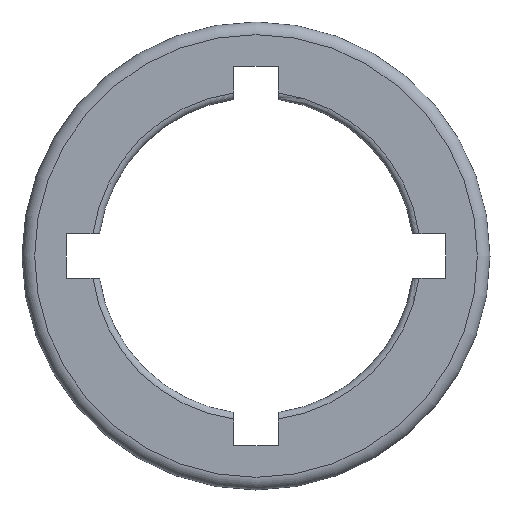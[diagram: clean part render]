
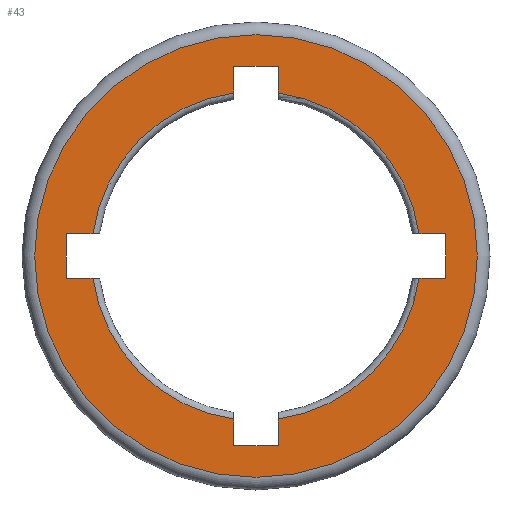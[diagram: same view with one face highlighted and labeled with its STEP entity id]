
A CAD part, left-side view. The second image highlights one B-rep face of the part: STEP entity #43.
In plain terms, the highlighted planar face has unit normal (-1, 0, 0).
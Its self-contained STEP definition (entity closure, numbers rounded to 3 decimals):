
#10 = EDGE_CURVE ( 'NONE', #19, #216, #1000, .T. ) ;
#15 = CARTESIAN_POINT ( 'NONE',  ( -15.5, 0., 0. ) ) ;
#19 = VERTEX_POINT ( 'NONE', #243 ) ;
#24 = CARTESIAN_POINT ( 'NONE',  ( -15.5, -30., -3.5 ) ) ;
#25 = CIRCLE ( 'NONE', #166, 26. ) ;
#31 = DIRECTION ( 'NONE',  ( 0., -1., 0. ) ) ;
#43 = ADVANCED_FACE ( 'NONE', ( #532, #916 ), #412, .F. ) ;
#64 = CARTESIAN_POINT ( 'NONE',  ( -15.5, 30., 3.5 ) ) ;
#67 = ORIENTED_EDGE ( 'NONE', *, *, #1010, .T. ) ;
#87 = ORIENTED_EDGE ( 'NONE', *, *, #869, .F. ) ;
#88 = DIRECTION ( 'NONE',  ( 0., 0., -1. ) ) ;
#97 = ORIENTED_EDGE ( 'NONE', *, *, #575, .T. ) ;
#110 = CARTESIAN_POINT ( 'NONE',  ( -15.5, 3.5, -30. ) ) ;
#113 = ORIENTED_EDGE ( 'NONE', *, *, #992, .T. ) ;
#154 = VERTEX_POINT ( 'NONE', #459 ) ;
#160 = VERTEX_POINT ( 'NONE', #939 ) ;
#163 = CARTESIAN_POINT ( 'NONE',  ( -15.5, 3.5, 25.763 ) ) ;
#166 = AXIS2_PLACEMENT_3D ( 'NONE', #943, #206, #541 ) ;
#171 = EDGE_CURVE ( 'NONE', #502, #955, #692, .T. ) ;
#175 = DIRECTION ( 'NONE',  ( 0., 0., 1. ) ) ;
#176 = ORIENTED_EDGE ( 'NONE', *, *, #10, .F. ) ;
#190 = ORIENTED_EDGE ( 'NONE', *, *, #1063, .T. ) ;
#206 = DIRECTION ( 'NONE',  ( -1., 0., 0. ) ) ;
#207 = VECTOR ( 'NONE', #299, 1000. ) ;
#216 = VERTEX_POINT ( 'NONE', #437 ) ;
#218 = DIRECTION ( 'NONE',  ( 0., 0., -1. ) ) ;
#226 = CARTESIAN_POINT ( 'NONE',  ( -15.5, -30., -3.5 ) ) ;
#228 = EDGE_LOOP ( 'NONE', ( #895 ) ) ;
#229 = CARTESIAN_POINT ( 'NONE',  ( -15.5, -30., 3.5 ) ) ;
#234 = VECTOR ( 'NONE', #1017, 1000. ) ;
#243 = CARTESIAN_POINT ( 'NONE',  ( -15.5, -3.5, -25.763 ) ) ;
#248 = VERTEX_POINT ( 'NONE', #867 ) ;
#254 = CARTESIAN_POINT ( 'NONE',  ( -15.5, 3.5, -30. ) ) ;
#261 = ORIENTED_EDGE ( 'NONE', *, *, #736, .T. ) ;
#264 = CARTESIAN_POINT ( 'NONE',  ( -15.5, 30., -3.5 ) ) ;
#268 = VECTOR ( 'NONE', #481, 1000. ) ;
#269 = CARTESIAN_POINT ( 'NONE',  ( -15.5, -3.5, 30. ) ) ;
#299 = DIRECTION ( 'NONE',  ( 0., 1., 0. ) ) ;
#302 = AXIS2_PLACEMENT_3D ( 'NONE', #421, #695, #615 ) ;
#311 = ORIENTED_EDGE ( 'NONE', *, *, #1026, .T. ) ;
#316 = VERTEX_POINT ( 'NONE', #485 ) ;
#330 = VERTEX_POINT ( 'NONE', #807 ) ;
#335 = DIRECTION ( 'NONE',  ( 0., 1., 0. ) ) ;
#338 = DIRECTION ( 'NONE',  ( 1., 0., 0. ) ) ;
#342 = VERTEX_POINT ( 'NONE', #64 ) ;
#354 = DIRECTION ( 'NONE',  ( 0., 0., 1. ) ) ;
#357 = VECTOR ( 'NONE', #601, 1000. ) ;
#358 = EDGE_CURVE ( 'NONE', #248, #316, #25, .T. ) ;
#381 = LINE ( 'NONE', #462, #783 ) ;
#385 = LINE ( 'NONE', #254, #548 ) ;
#387 = CARTESIAN_POINT ( 'NONE',  ( -15.5, -3.5, -30. ) ) ;
#412 = PLANE ( 'NONE',  #701 ) ;
#413 = CARTESIAN_POINT ( 'NONE',  ( -15.5, -30., -3.5 ) ) ;
#421 = CARTESIAN_POINT ( 'NONE',  ( -15.5, 0., 0. ) ) ;
#422 = AXIS2_PLACEMENT_3D ( 'NONE', #636, #1044, #619 ) ;
#424 = LINE ( 'NONE', #831, #529 ) ;
#427 = VERTEX_POINT ( 'NONE', #163 ) ;
#437 = CARTESIAN_POINT ( 'NONE',  ( -15.5, -25.763, -3.5 ) ) ;
#459 = CARTESIAN_POINT ( 'NONE',  ( -15.5, 3.5, -25.763 ) ) ;
#462 = CARTESIAN_POINT ( 'NONE',  ( -15.5, 3.5, -30. ) ) ;
#467 = ORIENTED_EDGE ( 'NONE', *, *, #705, .T. ) ;
#481 = DIRECTION ( 'NONE',  ( 0., -1., 0. ) ) ;
#485 = CARTESIAN_POINT ( 'NONE',  ( -15.5, -3.5, 25.763 ) ) ;
#489 = EDGE_CURVE ( 'NONE', #858, #858, #707, .T. ) ;
#502 = VERTEX_POINT ( 'NONE', #748 ) ;
#517 = VECTOR ( 'NONE', #1008, 1000. ) ;
#529 = VECTOR ( 'NONE', #31, 1000. ) ;
#532 = FACE_BOUND ( 'NONE', #574, .T. ) ;
#541 = DIRECTION ( 'NONE',  ( 0., 0., 1. ) ) ;
#548 = VECTOR ( 'NONE', #874, 1000. ) ;
#552 = AXIS2_PLACEMENT_3D ( 'NONE', #821, #991, #175 ) ;
#560 = DIRECTION ( 'NONE',  ( 0., 0., 1. ) ) ;
#563 = VERTEX_POINT ( 'NONE', #853 ) ;
#568 = ORIENTED_EDGE ( 'NONE', *, *, #171, .T. ) ;
#569 = AXIS2_PLACEMENT_3D ( 'NONE', #15, #995, #354 ) ;
#574 = EDGE_LOOP ( 'NONE', ( #824, #190, #1039, #261, #67, #1046, #176, #113, #665, #467, #592, #568, #97, #1043, #87, #311 ) ) ;
#575 = EDGE_CURVE ( 'NONE', #955, #342, #690, .T. ) ;
#586 = VECTOR ( 'NONE', #218, 1000. ) ;
#592 = ORIENTED_EDGE ( 'NONE', *, *, #998, .F. ) ;
#601 = DIRECTION ( 'NONE',  ( 0., 1., 0. ) ) ;
#605 = CARTESIAN_POINT ( 'NONE',  ( -15.5, 30., -3.5 ) ) ;
#613 = CARTESIAN_POINT ( 'NONE',  ( -15.5, -30., -3.5 ) ) ;
#615 = DIRECTION ( 'NONE',  ( 0., 0., 1. ) ) ;
#619 = DIRECTION ( 'NONE',  ( 0., 0., 1. ) ) ;
#627 = EDGE_CURVE ( 'NONE', #160, #806, #680, .T. ) ;
#630 = LINE ( 'NONE', #226, #234 ) ;
#636 = CARTESIAN_POINT ( 'NONE',  ( -15.5, 0., 0. ) ) ;
#639 = VERTEX_POINT ( 'NONE', #269 ) ;
#644 = LINE ( 'NONE', #1029, #586 ) ;
#647 = CARTESIAN_POINT ( 'NONE',  ( -15.5, 3.5, -30. ) ) ;
#655 = VECTOR ( 'NONE', #335, 1000. ) ;
#660 = VECTOR ( 'NONE', #780, 1000. ) ;
#665 = ORIENTED_EDGE ( 'NONE', *, *, #627, .T. ) ;
#680 = LINE ( 'NONE', #110, #357 ) ;
#686 = EDGE_CURVE ( 'NONE', #342, #330, #710, .T. ) ;
#690 = LINE ( 'NONE', #264, #517 ) ;
#692 = LINE ( 'NONE', #24, #207 ) ;
#695 = DIRECTION ( 'NONE',  ( -1., 0., 0. ) ) ;
#701 = AXIS2_PLACEMENT_3D ( 'NONE', #850, #338, #88 ) ;
#705 = EDGE_CURVE ( 'NONE', #806, #154, #385, .T. ) ;
#707 = CIRCLE ( 'NONE', #552, 35. ) ;
#710 = LINE ( 'NONE', #953, #833 ) ;
#736 = EDGE_CURVE ( 'NONE', #248, #813, #1053, .T. ) ;
#748 = CARTESIAN_POINT ( 'NONE',  ( -15.5, 25.763, -3.5 ) ) ;
#780 = DIRECTION ( 'NONE',  ( 0., 0., -1. ) ) ;
#783 = VECTOR ( 'NONE', #560, 1000. ) ;
#796 = LINE ( 'NONE', #387, #660 ) ;
#806 = VERTEX_POINT ( 'NONE', #647 ) ;
#807 = CARTESIAN_POINT ( 'NONE',  ( -15.5, 25.763, 3.5 ) ) ;
#813 = VERTEX_POINT ( 'NONE', #229 ) ;
#816 = EDGE_CURVE ( 'NONE', #834, #216, #820, .T. ) ;
#820 = LINE ( 'NONE', #413, #655 ) ;
#821 = CARTESIAN_POINT ( 'NONE',  ( -15.5, 0., 0. ) ) ;
#824 = ORIENTED_EDGE ( 'NONE', *, *, #843, .T. ) ;
#831 = CARTESIAN_POINT ( 'NONE',  ( -15.5, 3.5, 30. ) ) ;
#833 = VECTOR ( 'NONE', #871, 1000. ) ;
#834 = VERTEX_POINT ( 'NONE', #613 ) ;
#843 = EDGE_CURVE ( 'NONE', #563, #639, #424, .T. ) ;
#850 = CARTESIAN_POINT ( 'NONE',  ( -15.5, 35., 0. ) ) ;
#853 = CARTESIAN_POINT ( 'NONE',  ( -15.5, 3.5, 30. ) ) ;
#858 = VERTEX_POINT ( 'NONE', #1023 ) ;
#867 = CARTESIAN_POINT ( 'NONE',  ( -15.5, -25.763, 3.5 ) ) ;
#869 = EDGE_CURVE ( 'NONE', #427, #330, #1042, .T. ) ;
#871 = DIRECTION ( 'NONE',  ( 0., -1., 0. ) ) ;
#874 = DIRECTION ( 'NONE',  ( 0., 0., 1. ) ) ;
#886 = CIRCLE ( 'NONE', #422, 26. ) ;
#895 = ORIENTED_EDGE ( 'NONE', *, *, #489, .T. ) ;
#902 = CARTESIAN_POINT ( 'NONE',  ( -15.5, -30., 3.5 ) ) ;
#916 = FACE_OUTER_BOUND ( 'NONE', #228, .T. ) ;
#939 = CARTESIAN_POINT ( 'NONE',  ( -15.5, -3.5, -30. ) ) ;
#943 = CARTESIAN_POINT ( 'NONE',  ( -15.5, 0., 0. ) ) ;
#953 = CARTESIAN_POINT ( 'NONE',  ( -15.5, -30., 3.5 ) ) ;
#955 = VERTEX_POINT ( 'NONE', #605 ) ;
#991 = DIRECTION ( 'NONE',  ( -1., 0., 0. ) ) ;
#992 = EDGE_CURVE ( 'NONE', #19, #160, #644, .T. ) ;
#995 = DIRECTION ( 'NONE',  ( -1., 0., 0. ) ) ;
#998 = EDGE_CURVE ( 'NONE', #502, #154, #886, .T. ) ;
#1000 = CIRCLE ( 'NONE', #302, 26. ) ;
#1008 = DIRECTION ( 'NONE',  ( 0., 0., 1. ) ) ;
#1010 = EDGE_CURVE ( 'NONE', #813, #834, #630, .T. ) ;
#1017 = DIRECTION ( 'NONE',  ( 0., 0., -1. ) ) ;
#1023 = CARTESIAN_POINT ( 'NONE',  ( -15.5, 0., 35. ) ) ;
#1026 = EDGE_CURVE ( 'NONE', #427, #563, #381, .T. ) ;
#1029 = CARTESIAN_POINT ( 'NONE',  ( -15.5, -3.5, -30. ) ) ;
#1039 = ORIENTED_EDGE ( 'NONE', *, *, #358, .F. ) ;
#1042 = CIRCLE ( 'NONE', #569, 26. ) ;
#1043 = ORIENTED_EDGE ( 'NONE', *, *, #686, .T. ) ;
#1044 = DIRECTION ( 'NONE',  ( -1., 0., 0. ) ) ;
#1046 = ORIENTED_EDGE ( 'NONE', *, *, #816, .T. ) ;
#1053 = LINE ( 'NONE', #902, #268 ) ;
#1063 = EDGE_CURVE ( 'NONE', #639, #316, #796, .T. ) ;
